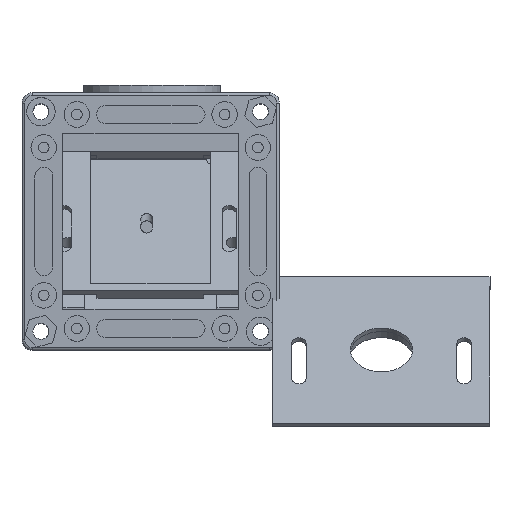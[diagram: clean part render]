
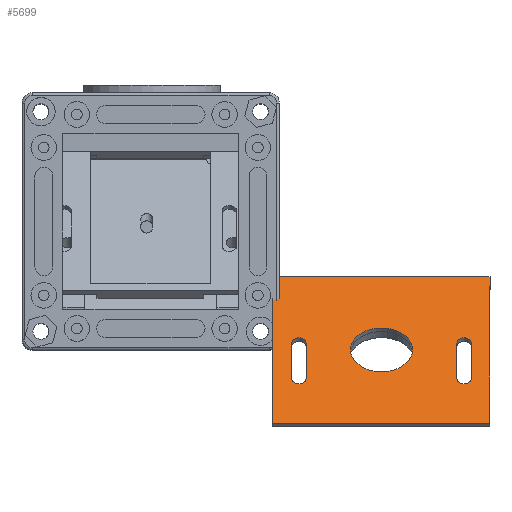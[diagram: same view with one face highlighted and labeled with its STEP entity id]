
A CAD part, top view. The second image highlights one B-rep face of the part: STEP entity #5699.
In plain terms, the highlighted planar face has unit normal (0, 0.707, 0.707).
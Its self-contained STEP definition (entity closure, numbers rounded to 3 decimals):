
#340=FACE_BOUND('',#1198,.T.);
#341=FACE_BOUND('',#1199,.T.);
#342=FACE_BOUND('',#1200,.T.);
#530=CIRCLE('',#6415,6.);
#531=CIRCLE('',#6417,1.4);
#532=CIRCLE('',#6420,1.4);
#533=CIRCLE('',#6423,1.4);
#534=CIRCLE('',#6426,1.4);
#837=FACE_OUTER_BOUND('',#1197,.T.);
#1197=EDGE_LOOP('',(#5182,#5183,#5184,#5185));
#1198=EDGE_LOOP('',(#5186));
#1199=EDGE_LOOP('',(#5187,#5188,#5189,#5190));
#1200=EDGE_LOOP('',(#5191,#5192,#5193,#5194));
#1733=LINE('',#9883,#2284);
#1736=LINE('',#9889,#2287);
#1743=LINE('',#9907,#2294);
#1745=LINE('',#9913,#2296);
#1749=LINE('',#9923,#2300);
#1751=LINE('',#9929,#2302);
#1752=LINE('',#9931,#2303);
#1753=LINE('',#9933,#2304);
#2284=VECTOR('',#8016,10.);
#2287=VECTOR('',#8021,10.);
#2294=VECTOR('',#8040,10.);
#2296=VECTOR('',#8048,10.);
#2300=VECTOR('',#8058,10.);
#2302=VECTOR('',#8066,10.);
#2303=VECTOR('',#8069,10.);
#2304=VECTOR('',#8072,10.);
#2813=VERTEX_POINT('',#9881);
#2814=VERTEX_POINT('',#9882);
#2815=VERTEX_POINT('',#9887);
#2816=VERTEX_POINT('',#9888);
#2818=VERTEX_POINT('',#9895);
#2819=VERTEX_POINT('',#9899);
#2820=VERTEX_POINT('',#9901);
#2821=VERTEX_POINT('',#9905);
#2822=VERTEX_POINT('',#9909);
#2823=VERTEX_POINT('',#9915);
#2824=VERTEX_POINT('',#9917);
#2825=VERTEX_POINT('',#9921);
#2826=VERTEX_POINT('',#9925);
#3590=EDGE_CURVE('',#2813,#2814,#1733,.T.);
#3593=EDGE_CURVE('',#2815,#2816,#1736,.T.);
#3598=EDGE_CURVE('',#2818,#2818,#530,.T.);
#3600=EDGE_CURVE('',#2820,#2819,#531,.T.);
#3603=EDGE_CURVE('',#2819,#2821,#1743,.T.);
#3605=EDGE_CURVE('',#2821,#2822,#532,.T.);
#3606=EDGE_CURVE('',#2822,#2820,#1745,.T.);
#3608=EDGE_CURVE('',#2824,#2823,#533,.T.);
#3611=EDGE_CURVE('',#2823,#2825,#1749,.T.);
#3613=EDGE_CURVE('',#2825,#2826,#534,.T.);
#3614=EDGE_CURVE('',#2826,#2824,#1751,.T.);
#3615=EDGE_CURVE('',#2816,#2813,#1752,.T.);
#3616=EDGE_CURVE('',#2814,#2815,#1753,.T.);
#5182=ORIENTED_EDGE('',*,*,#3616,.F.);
#5183=ORIENTED_EDGE('',*,*,#3590,.F.);
#5184=ORIENTED_EDGE('',*,*,#3615,.F.);
#5185=ORIENTED_EDGE('',*,*,#3593,.F.);
#5186=ORIENTED_EDGE('',*,*,#3598,.T.);
#5187=ORIENTED_EDGE('',*,*,#3600,.T.);
#5188=ORIENTED_EDGE('',*,*,#3603,.T.);
#5189=ORIENTED_EDGE('',*,*,#3605,.T.);
#5190=ORIENTED_EDGE('',*,*,#3606,.T.);
#5191=ORIENTED_EDGE('',*,*,#3608,.T.);
#5192=ORIENTED_EDGE('',*,*,#3611,.T.);
#5193=ORIENTED_EDGE('',*,*,#3613,.T.);
#5194=ORIENTED_EDGE('',*,*,#3614,.T.);
#5395=PLANE('',#6430);
#5699=ADVANCED_FACE('',(#837,#340,#341,#342),#5395,.T.);
#6415=AXIS2_PLACEMENT_3D('',#9897,#8029,#8030);
#6417=AXIS2_PLACEMENT_3D('',#9902,#8034,#8035);
#6420=AXIS2_PLACEMENT_3D('',#9911,#8044,#8045);
#6423=AXIS2_PLACEMENT_3D('',#9918,#8052,#8053);
#6426=AXIS2_PLACEMENT_3D('',#9927,#8062,#8063);
#6430=AXIS2_PLACEMENT_3D('',#9934,#8073,#8074);
#8016=DIRECTION('',(0.,-0.707,0.707));
#8021=DIRECTION('',(0.,0.707,-0.707));
#8029=DIRECTION('center_axis',(0.,-0.707,-0.707));
#8030=DIRECTION('ref_axis',(1.,0.,0.));
#8034=DIRECTION('center_axis',(0.,-0.707,-0.707));
#8035=DIRECTION('ref_axis',(-1.,0.,0.));
#8040=DIRECTION('',(0.,0.707,-0.707));
#8044=DIRECTION('center_axis',(0.,-0.707,-0.707));
#8045=DIRECTION('ref_axis',(1.,0.,0.));
#8048=DIRECTION('',(0.,-0.707,0.707));
#8052=DIRECTION('center_axis',(0.,-0.707,-0.707));
#8053=DIRECTION('ref_axis',(-1.,0.,0.));
#8058=DIRECTION('',(0.,0.707,-0.707));
#8062=DIRECTION('center_axis',(0.,-0.707,-0.707));
#8063=DIRECTION('ref_axis',(1.,0.,0.));
#8066=DIRECTION('',(0.,-0.707,0.707));
#8069=DIRECTION('',(1.,0.,0.));
#8072=DIRECTION('',(-1.,0.,0.));
#8073=DIRECTION('center_axis',(0.,0.707,0.707));
#8074=DIRECTION('ref_axis',(1.,0.,0.));
#9881=CARTESIAN_POINT('',(-31.88,20.251,-33.048));
#9882=CARTESIAN_POINT('',(-31.88,-8.175,-4.622));
#9883=CARTESIAN_POINT('',(-31.88,-1.068,-11.728));
#9887=CARTESIAN_POINT('',(-73.88,-8.175,-4.622));
#9888=CARTESIAN_POINT('',(-73.88,20.251,-33.048));
#9889=CARTESIAN_POINT('',(-73.88,13.144,-25.941));
#9895=CARTESIAN_POINT('',(-58.88,6.038,-18.835));
#9897=CARTESIAN_POINT('Origin',(-52.88,6.038,-18.835));
#9899=CARTESIAN_POINT('',(-38.28,0.463,-13.26));
#9901=CARTESIAN_POINT('',(-35.48,0.463,-13.26));
#9902=CARTESIAN_POINT('Origin',(-36.88,0.463,-13.26));
#9905=CARTESIAN_POINT('',(-38.28,7.37,-20.167));
#9907=CARTESIAN_POINT('',(-38.28,6.704,-19.501));
#9909=CARTESIAN_POINT('',(-35.48,7.37,-20.167));
#9911=CARTESIAN_POINT('Origin',(-36.88,7.37,-20.167));
#9913=CARTESIAN_POINT('',(-35.48,3.251,-16.047));
#9915=CARTESIAN_POINT('',(-70.28,0.463,-13.26));
#9917=CARTESIAN_POINT('',(-67.48,0.463,-13.26));
#9918=CARTESIAN_POINT('Origin',(-68.88,0.463,-13.26));
#9921=CARTESIAN_POINT('',(-70.28,7.37,-20.167));
#9923=CARTESIAN_POINT('',(-70.28,6.704,-19.501));
#9925=CARTESIAN_POINT('',(-67.48,7.37,-20.167));
#9927=CARTESIAN_POINT('Origin',(-68.88,7.37,-20.167));
#9929=CARTESIAN_POINT('',(-67.48,3.251,-16.047));
#9931=CARTESIAN_POINT('',(-42.38,20.251,-33.048));
#9933=CARTESIAN_POINT('',(-63.38,-8.175,-4.622));
#9934=CARTESIAN_POINT('Origin',(-52.88,6.038,-18.835));
